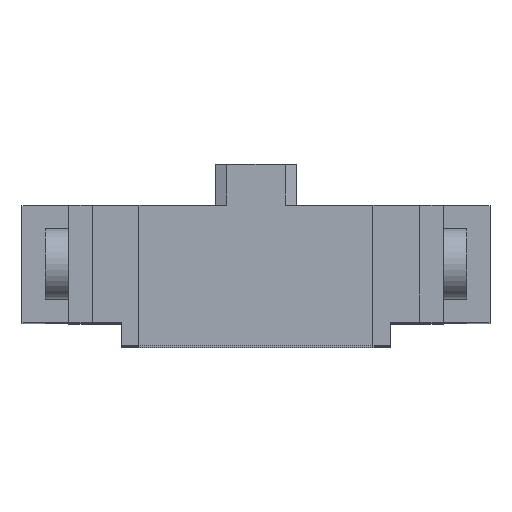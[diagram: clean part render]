
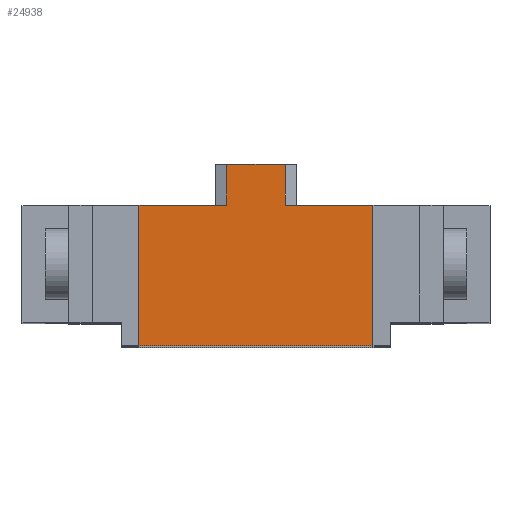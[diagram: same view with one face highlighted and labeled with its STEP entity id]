
A CAD part, top view. The second image highlights one B-rep face of the part: STEP entity #24938.
In plain terms, the highlighted planar face has unit normal (0, 0, 1).
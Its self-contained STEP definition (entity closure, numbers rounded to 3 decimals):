
#2927 = PLANE('',#2928);
#2928 = AXIS2_PLACEMENT_3D('',#2929,#2930,#2931);
#2929 = CARTESIAN_POINT('',(-12.8,3.4,-40.));
#2930 = DIRECTION('',(0.,1.,0.));
#2931 = DIRECTION('',(0.,0.,1.));
#3792 = PLANE('',#3793);
#3793 = AXIS2_PLACEMENT_3D('',#3794,#3795,#3796);
#3794 = CARTESIAN_POINT('',(8.,3.4,39.6));
#3795 = DIRECTION('',(-1.,0.,0.));
#3796 = DIRECTION('',(-0.,0.,1.));
#3820 = PLANE('',#3821);
#3821 = AXIS2_PLACEMENT_3D('',#3822,#3823,#3824);
#3822 = CARTESIAN_POINT('',(0.,-6.2,32.));
#3823 = DIRECTION('',(0.,1.,0.));
#3824 = DIRECTION('',(1.,0.,0.));
#5073 = PLANE('',#5074);
#5074 = AXIS2_PLACEMENT_3D('',#5075,#5076,#5077);
#5075 = CARTESIAN_POINT('',(-8.,3.4,39.6));
#5076 = DIRECTION('',(-1.,0.,0.));
#5077 = DIRECTION('',(-0.,0.,1.));
#5101 = PLANE('',#5102);
#5102 = AXIS2_PLACEMENT_3D('',#5103,#5104,#5105);
#5103 = CARTESIAN_POINT('',(-12.8,3.4,-40.));
#5104 = DIRECTION('',(0.,1.,0.));
#5105 = DIRECTION('',(0.,0.,1.));
#14842 = VERTEX_POINT('',#14843);
#14843 = CARTESIAN_POINT('',(2.,3.4,40.));
#14857 = PLANE('',#14858);
#14858 = AXIS2_PLACEMENT_3D('',#14859,#14860,#14861);
#14859 = CARTESIAN_POINT('',(2.,6.2,40.));
#14860 = DIRECTION('',(1.,0.,0.));
#14861 = DIRECTION('',(0.,-1.,0.));
#14869 = EDGE_CURVE('',#14870,#14842,#14872,.T.);
#14870 = VERTEX_POINT('',#14871);
#14871 = CARTESIAN_POINT('',(8.,3.4,40.));
#14872 = SURFACE_CURVE('',#14873,(#14877,#14884),.PCURVE_S1.);
#14873 = LINE('',#14874,#14875);
#14874 = CARTESIAN_POINT('',(12.8,3.4,40.));
#14875 = VECTOR('',#14876,1.);
#14876 = DIRECTION('',(-1.,0.,0.));
#14877 = PCURVE('',#2927,#14878);
#14878 = DEFINITIONAL_REPRESENTATION('',(#14879),#14883);
#14879 = LINE('',#14880,#14881);
#14880 = CARTESIAN_POINT('',(80.,25.6));
#14881 = VECTOR('',#14882,1.);
#14882 = DIRECTION('',(0.,-1.));
#14883 = ( GEOMETRIC_REPRESENTATION_CONTEXT(2) 
PARAMETRIC_REPRESENTATION_CONTEXT() REPRESENTATION_CONTEXT('2D SPACE',''
  ) );
#14884 = PCURVE('',#14885,#14890);
#14885 = PLANE('',#14886);
#14886 = AXIS2_PLACEMENT_3D('',#14887,#14888,#14889);
#14887 = CARTESIAN_POINT('',(12.8,-4.6,40.));
#14888 = DIRECTION('',(0.,0.,-1.));
#14889 = DIRECTION('',(0.,1.,0.));
#14890 = DEFINITIONAL_REPRESENTATION('',(#14891),#14895);
#14891 = LINE('',#14892,#14893);
#14892 = CARTESIAN_POINT('',(8.,0.));
#14893 = VECTOR('',#14894,1.);
#14894 = DIRECTION('',(0.,-1.));
#14895 = ( GEOMETRIC_REPRESENTATION_CONTEXT(2) 
PARAMETRIC_REPRESENTATION_CONTEXT() REPRESENTATION_CONTEXT('2D SPACE',''
  ) );
#15581 = VERTEX_POINT('',#15582);
#15582 = CARTESIAN_POINT('',(-8.,-6.2,40.));
#15603 = EDGE_CURVE('',#15581,#15604,#15606,.T.);
#15604 = VERTEX_POINT('',#15605);
#15605 = CARTESIAN_POINT('',(8.,-6.2,40.));
#15606 = SURFACE_CURVE('',#15607,(#15611,#15618),.PCURVE_S1.);
#15607 = LINE('',#15608,#15609);
#15608 = CARTESIAN_POINT('',(-12.8,-6.2,40.));
#15609 = VECTOR('',#15610,1.);
#15610 = DIRECTION('',(1.,0.,0.));
#15611 = PCURVE('',#3820,#15612);
#15612 = DEFINITIONAL_REPRESENTATION('',(#15613),#15617);
#15613 = LINE('',#15614,#15615);
#15614 = CARTESIAN_POINT('',(-12.8,-8.));
#15615 = VECTOR('',#15616,1.);
#15616 = DIRECTION('',(1.,0.));
#15617 = ( GEOMETRIC_REPRESENTATION_CONTEXT(2) 
PARAMETRIC_REPRESENTATION_CONTEXT() REPRESENTATION_CONTEXT('2D SPACE',''
  ) );
#15618 = PCURVE('',#14885,#15619);
#15619 = DEFINITIONAL_REPRESENTATION('',(#15620),#15624);
#15620 = LINE('',#15621,#15622);
#15621 = CARTESIAN_POINT('',(-1.6,-25.6));
#15622 = VECTOR('',#15623,1.);
#15623 = DIRECTION('',(0.,1.));
#15624 = ( GEOMETRIC_REPRESENTATION_CONTEXT(2) 
PARAMETRIC_REPRESENTATION_CONTEXT() REPRESENTATION_CONTEXT('2D SPACE',''
  ) );
#15989 = EDGE_CURVE('',#15604,#14870,#15990,.T.);
#15990 = SURFACE_CURVE('',#15991,(#15995,#16002),.PCURVE_S1.);
#15991 = LINE('',#15992,#15993);
#15992 = CARTESIAN_POINT('',(8.,-0.6,40.));
#15993 = VECTOR('',#15994,1.);
#15994 = DIRECTION('',(0.,1.,0.));
#15995 = PCURVE('',#3792,#15996);
#15996 = DEFINITIONAL_REPRESENTATION('',(#15997),#16001);
#15997 = LINE('',#15998,#15999);
#15998 = CARTESIAN_POINT('',(0.4,-4.));
#15999 = VECTOR('',#16000,1.);
#16000 = DIRECTION('',(0.,1.));
#16001 = ( GEOMETRIC_REPRESENTATION_CONTEXT(2) 
PARAMETRIC_REPRESENTATION_CONTEXT() REPRESENTATION_CONTEXT('2D SPACE',''
  ) );
#16002 = PCURVE('',#14885,#16003);
#16003 = DEFINITIONAL_REPRESENTATION('',(#16004),#16008);
#16004 = LINE('',#16005,#16006);
#16005 = CARTESIAN_POINT('',(4.,-4.8));
#16006 = VECTOR('',#16007,1.);
#16007 = DIRECTION('',(1.,0.));
#16008 = ( GEOMETRIC_REPRESENTATION_CONTEXT(2) 
PARAMETRIC_REPRESENTATION_CONTEXT() REPRESENTATION_CONTEXT('2D SPACE',''
  ) );
#16274 = VERTEX_POINT('',#16275);
#16275 = CARTESIAN_POINT('',(-8.,3.4,40.));
#16296 = EDGE_CURVE('',#16297,#16274,#16299,.T.);
#16297 = VERTEX_POINT('',#16298);
#16298 = CARTESIAN_POINT('',(-2.,3.4,40.));
#16299 = SURFACE_CURVE('',#16300,(#16304,#16311),.PCURVE_S1.);
#16300 = LINE('',#16301,#16302);
#16301 = CARTESIAN_POINT('',(12.8,3.4,40.));
#16302 = VECTOR('',#16303,1.);
#16303 = DIRECTION('',(-1.,0.,0.));
#16304 = PCURVE('',#5101,#16305);
#16305 = DEFINITIONAL_REPRESENTATION('',(#16306),#16310);
#16306 = LINE('',#16307,#16308);
#16307 = CARTESIAN_POINT('',(80.,25.6));
#16308 = VECTOR('',#16309,1.);
#16309 = DIRECTION('',(0.,-1.));
#16310 = ( GEOMETRIC_REPRESENTATION_CONTEXT(2) 
PARAMETRIC_REPRESENTATION_CONTEXT() REPRESENTATION_CONTEXT('2D SPACE',''
  ) );
#16311 = PCURVE('',#14885,#16312);
#16312 = DEFINITIONAL_REPRESENTATION('',(#16313),#16317);
#16313 = LINE('',#16314,#16315);
#16314 = CARTESIAN_POINT('',(8.,0.));
#16315 = VECTOR('',#16316,1.);
#16316 = DIRECTION('',(0.,-1.));
#16317 = ( GEOMETRIC_REPRESENTATION_CONTEXT(2) 
PARAMETRIC_REPRESENTATION_CONTEXT() REPRESENTATION_CONTEXT('2D SPACE',''
  ) );
#16335 = PLANE('',#16336);
#16336 = AXIS2_PLACEMENT_3D('',#16337,#16338,#16339);
#16337 = CARTESIAN_POINT('',(-2.,3.4,40.));
#16338 = DIRECTION('',(-1.,0.,0.));
#16339 = DIRECTION('',(0.,1.,0.));
#23715 = EDGE_CURVE('',#15581,#16274,#23716,.T.);
#23716 = SURFACE_CURVE('',#23717,(#23721,#23728),.PCURVE_S1.);
#23717 = LINE('',#23718,#23719);
#23718 = CARTESIAN_POINT('',(-8.,-0.6,40.));
#23719 = VECTOR('',#23720,1.);
#23720 = DIRECTION('',(0.,1.,0.));
#23721 = PCURVE('',#5073,#23722);
#23722 = DEFINITIONAL_REPRESENTATION('',(#23723),#23727);
#23723 = LINE('',#23724,#23725);
#23724 = CARTESIAN_POINT('',(0.4,-4.));
#23725 = VECTOR('',#23726,1.);
#23726 = DIRECTION('',(0.,1.));
#23727 = ( GEOMETRIC_REPRESENTATION_CONTEXT(2) 
PARAMETRIC_REPRESENTATION_CONTEXT() REPRESENTATION_CONTEXT('2D SPACE',''
  ) );
#23728 = PCURVE('',#14885,#23729);
#23729 = DEFINITIONAL_REPRESENTATION('',(#23730),#23734);
#23730 = LINE('',#23731,#23732);
#23731 = CARTESIAN_POINT('',(4.,-20.8));
#23732 = VECTOR('',#23733,1.);
#23733 = DIRECTION('',(1.,0.));
#23734 = ( GEOMETRIC_REPRESENTATION_CONTEXT(2) 
PARAMETRIC_REPRESENTATION_CONTEXT() REPRESENTATION_CONTEXT('2D SPACE',''
  ) );
#24298 = PLANE('',#24299);
#24299 = AXIS2_PLACEMENT_3D('',#24300,#24301,#24302);
#24300 = CARTESIAN_POINT('',(-2.,6.2,40.));
#24301 = DIRECTION('',(0.,1.,0.));
#24302 = DIRECTION('',(1.,0.,0.));
#24938 = ADVANCED_FACE('',(#24939),#14885,.F.);
#24939 = FACE_BOUND('',#24940,.F.);
#24940 = EDGE_LOOP('',(#24941,#24942,#24943,#24944,#24945,#24968,#24991,
    #25012));
#24941 = ORIENTED_EDGE('',*,*,#15989,.F.);
#24942 = ORIENTED_EDGE('',*,*,#15603,.F.);
#24943 = ORIENTED_EDGE('',*,*,#23715,.T.);
#24944 = ORIENTED_EDGE('',*,*,#16296,.F.);
#24945 = ORIENTED_EDGE('',*,*,#24946,.T.);
#24946 = EDGE_CURVE('',#16297,#24947,#24949,.T.);
#24947 = VERTEX_POINT('',#24948);
#24948 = CARTESIAN_POINT('',(-2.,6.2,40.));
#24949 = SURFACE_CURVE('',#24950,(#24954,#24961),.PCURVE_S1.);
#24950 = LINE('',#24951,#24952);
#24951 = CARTESIAN_POINT('',(-2.,3.4,40.));
#24952 = VECTOR('',#24953,1.);
#24953 = DIRECTION('',(0.,1.,0.));
#24954 = PCURVE('',#14885,#24955);
#24955 = DEFINITIONAL_REPRESENTATION('',(#24956),#24960);
#24956 = LINE('',#24957,#24958);
#24957 = CARTESIAN_POINT('',(8.,-14.8));
#24958 = VECTOR('',#24959,1.);
#24959 = DIRECTION('',(1.,0.));
#24960 = ( GEOMETRIC_REPRESENTATION_CONTEXT(2) 
PARAMETRIC_REPRESENTATION_CONTEXT() REPRESENTATION_CONTEXT('2D SPACE',''
  ) );
#24961 = PCURVE('',#16335,#24962);
#24962 = DEFINITIONAL_REPRESENTATION('',(#24963),#24967);
#24963 = LINE('',#24964,#24965);
#24964 = CARTESIAN_POINT('',(0.,0.));
#24965 = VECTOR('',#24966,1.);
#24966 = DIRECTION('',(1.,0.));
#24967 = ( GEOMETRIC_REPRESENTATION_CONTEXT(2) 
PARAMETRIC_REPRESENTATION_CONTEXT() REPRESENTATION_CONTEXT('2D SPACE',''
  ) );
#24968 = ORIENTED_EDGE('',*,*,#24969,.T.);
#24969 = EDGE_CURVE('',#24947,#24970,#24972,.T.);
#24970 = VERTEX_POINT('',#24971);
#24971 = CARTESIAN_POINT('',(2.,6.2,40.));
#24972 = SURFACE_CURVE('',#24973,(#24977,#24984),.PCURVE_S1.);
#24973 = LINE('',#24974,#24975);
#24974 = CARTESIAN_POINT('',(-2.,6.2,40.));
#24975 = VECTOR('',#24976,1.);
#24976 = DIRECTION('',(1.,0.,0.));
#24977 = PCURVE('',#14885,#24978);
#24978 = DEFINITIONAL_REPRESENTATION('',(#24979),#24983);
#24979 = LINE('',#24980,#24981);
#24980 = CARTESIAN_POINT('',(10.8,-14.8));
#24981 = VECTOR('',#24982,1.);
#24982 = DIRECTION('',(0.,1.));
#24983 = ( GEOMETRIC_REPRESENTATION_CONTEXT(2) 
PARAMETRIC_REPRESENTATION_CONTEXT() REPRESENTATION_CONTEXT('2D SPACE',''
  ) );
#24984 = PCURVE('',#24298,#24985);
#24985 = DEFINITIONAL_REPRESENTATION('',(#24986),#24990);
#24986 = LINE('',#24987,#24988);
#24987 = CARTESIAN_POINT('',(0.,0.));
#24988 = VECTOR('',#24989,1.);
#24989 = DIRECTION('',(1.,0.));
#24990 = ( GEOMETRIC_REPRESENTATION_CONTEXT(2) 
PARAMETRIC_REPRESENTATION_CONTEXT() REPRESENTATION_CONTEXT('2D SPACE',''
  ) );
#24991 = ORIENTED_EDGE('',*,*,#24992,.T.);
#24992 = EDGE_CURVE('',#24970,#14842,#24993,.T.);
#24993 = SURFACE_CURVE('',#24994,(#24998,#25005),.PCURVE_S1.);
#24994 = LINE('',#24995,#24996);
#24995 = CARTESIAN_POINT('',(2.,6.2,40.));
#24996 = VECTOR('',#24997,1.);
#24997 = DIRECTION('',(0.,-1.,0.));
#24998 = PCURVE('',#14885,#24999);
#24999 = DEFINITIONAL_REPRESENTATION('',(#25000),#25004);
#25000 = LINE('',#25001,#25002);
#25001 = CARTESIAN_POINT('',(10.8,-10.8));
#25002 = VECTOR('',#25003,1.);
#25003 = DIRECTION('',(-1.,0.));
#25004 = ( GEOMETRIC_REPRESENTATION_CONTEXT(2) 
PARAMETRIC_REPRESENTATION_CONTEXT() REPRESENTATION_CONTEXT('2D SPACE',''
  ) );
#25005 = PCURVE('',#14857,#25006);
#25006 = DEFINITIONAL_REPRESENTATION('',(#25007),#25011);
#25007 = LINE('',#25008,#25009);
#25008 = CARTESIAN_POINT('',(0.,0.));
#25009 = VECTOR('',#25010,1.);
#25010 = DIRECTION('',(1.,0.));
#25011 = ( GEOMETRIC_REPRESENTATION_CONTEXT(2) 
PARAMETRIC_REPRESENTATION_CONTEXT() REPRESENTATION_CONTEXT('2D SPACE',''
  ) );
#25012 = ORIENTED_EDGE('',*,*,#14869,.F.);
